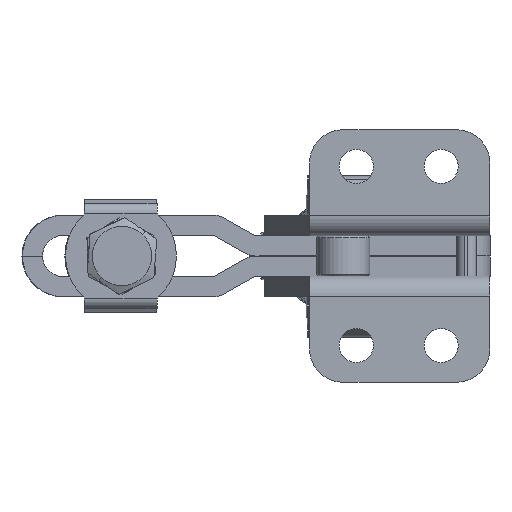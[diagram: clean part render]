
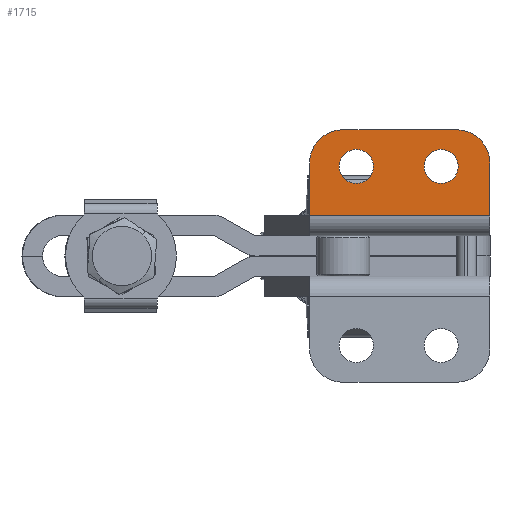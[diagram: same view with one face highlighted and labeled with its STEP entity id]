
A CAD part, front view. The second image highlights one B-rep face of the part: STEP entity #1715.
In plain terms, the highlighted planar face has unit normal (0, -1, 0).
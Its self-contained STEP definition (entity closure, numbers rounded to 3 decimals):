
#83 = ORIENTED_EDGE ( 'NONE', *, *, #34491, .F. ) ;
#193 = CARTESIAN_POINT ( 'NONE',  ( 788.528, 220.384, -3. ) ) ;
#1715 = ADVANCED_FACE ( 'NONE', ( #23138, #14988, #7706 ), #12094, .F. ) ;
#2097 = AXIS2_PLACEMENT_3D ( 'NONE', #22811, #6435, #25548 ) ;
#2384 = VECTOR ( 'NONE', #32133, 1000. ) ;
#2681 = CARTESIAN_POINT ( 'NONE',  ( 815.528, 220.384, 0. ) ) ;
#2766 = EDGE_CURVE ( 'NONE', #16091, #13410, #17091, .T. ) ;
#3806 = CARTESIAN_POINT ( 'NONE',  ( 795.528, 220.384, 9.95 ) ) ;
#4127 = DIRECTION ( 'NONE',  ( 0., 1., 0. ) ) ;
#4638 = CIRCLE ( 'NONE', #15213, 2.55 ) ;
#5368 = VERTEX_POINT ( 'NONE', #2681 ) ;
#5608 = EDGE_LOOP ( 'NONE', ( #16593, #25144 ) ) ;
#6435 = DIRECTION ( 'NONE',  ( 0., 1., 0. ) ) ;
#6779 = VERTEX_POINT ( 'NONE', #3806 ) ;
#7034 = EDGE_CURVE ( 'NONE', #25851, #34459, #16920, .T. ) ;
#7706 = FACE_BOUND ( 'NONE', #5608, .T. ) ;
#8651 = CARTESIAN_POINT ( 'NONE',  ( 810.528, 220.384, 7.9 ) ) ;
#9431 = DIRECTION ( 'NONE',  ( 0., 0., 1. ) ) ;
#9655 = LINE ( 'NONE', #29150, #30604 ) ;
#9710 = DIRECTION ( 'NONE',  ( 0., 1., 0. ) ) ;
#10105 = VERTEX_POINT ( 'NONE', #10396 ) ;
#10396 = CARTESIAN_POINT ( 'NONE',  ( 795.528, 220.384, 4.85 ) ) ;
#10519 = ORIENTED_EDGE ( 'NONE', *, *, #7034, .F. ) ;
#11429 = DIRECTION ( 'NONE',  ( 0., 0., 1. ) ) ;
#11484 = CIRCLE ( 'NONE', #28070, 2.55 ) ;
#12094 = PLANE ( 'NONE',  #34502 ) ;
#12325 = CARTESIAN_POINT ( 'NONE',  ( 0., 220.384, -3. ) ) ;
#12460 = CARTESIAN_POINT ( 'NONE',  ( 795.528, 220.384, 7.4 ) ) ;
#12766 = DIRECTION ( 'NONE',  ( 0., 0., 1. ) ) ;
#12875 = AXIS2_PLACEMENT_3D ( 'NONE', #8651, #27790, #11429 ) ;
#13192 = DIRECTION ( 'NONE',  ( 0., 1., 0. ) ) ;
#13195 = VECTOR ( 'NONE', #21961, 1000. ) ;
#13270 = ORIENTED_EDGE ( 'NONE', *, *, #21544, .T. ) ;
#13410 = VERTEX_POINT ( 'NONE', #27083 ) ;
#13521 = ORIENTED_EDGE ( 'NONE', *, *, #23123, .F. ) ;
#13907 = CIRCLE ( 'NONE', #24974, 2.55 ) ;
#14741 = ORIENTED_EDGE ( 'NONE', *, *, #2766, .T. ) ;
#14988 = FACE_BOUND ( 'NONE', #21382, .T. ) ;
#15178 = DIRECTION ( 'NONE',  ( 0., 0., 1. ) ) ;
#15213 = AXIS2_PLACEMENT_3D ( 'NONE', #12460, #31578, #15178 ) ;
#15505 = ORIENTED_EDGE ( 'NONE', *, *, #22744, .T. ) ;
#15680 = DIRECTION ( 'NONE',  ( 0., 0., 1. ) ) ;
#16091 = VERTEX_POINT ( 'NONE', #18061 ) ;
#16141 = CIRCLE ( 'NONE', #2097, 5. ) ;
#16364 = DIRECTION ( 'NONE',  ( 0., 1., 0. ) ) ;
#16440 = CARTESIAN_POINT ( 'NONE',  ( 810.528, 220.384, 12.9 ) ) ;
#16593 = ORIENTED_EDGE ( 'NONE', *, *, #17839, .T. ) ;
#16920 = LINE ( 'NONE', #31887, #2384 ) ;
#17075 = EDGE_LOOP ( 'NONE', ( #83, #15505, #33831, #30403, #10519, #13521 ) ) ;
#17091 = CIRCLE ( 'NONE', #24018, 2.55 ) ;
#17839 = EDGE_CURVE ( 'NONE', #10105, #6779, #4638, .T. ) ;
#17946 = DIRECTION ( 'NONE',  ( 1., 0., 0. ) ) ;
#18061 = CARTESIAN_POINT ( 'NONE',  ( 808.228, 220.384, 4.85 ) ) ;
#18141 = EDGE_CURVE ( 'NONE', #6779, #10105, #11484, .T. ) ;
#18780 = CARTESIAN_POINT ( 'NONE',  ( 788.528, 220.384, 7.9 ) ) ;
#20518 = CARTESIAN_POINT ( 'NONE',  ( 808.228, 220.384, 7.4 ) ) ;
#20882 = EDGE_CURVE ( 'NONE', #5368, #27586, #9655, .T. ) ;
#21325 = LINE ( 'NONE', #193, #13195 ) ;
#21382 = EDGE_LOOP ( 'NONE', ( #14741, #13270 ) ) ;
#21544 = EDGE_CURVE ( 'NONE', #13410, #16091, #13907, .T. ) ;
#21961 = DIRECTION ( 'NONE',  ( 0., 0., 1. ) ) ;
#22744 = EDGE_CURVE ( 'NONE', #26376, #5368, #27979, .T. ) ;
#22811 = CARTESIAN_POINT ( 'NONE',  ( 793.528, 220.384, 7.9 ) ) ;
#23123 = EDGE_CURVE ( 'NONE', #25533, #25851, #16141, .T. ) ;
#23138 = FACE_OUTER_BOUND ( 'NONE', #17075, .T. ) ;
#23263 = DIRECTION ( 'NONE',  ( 0., 0., 1. ) ) ;
#23379 = CIRCLE ( 'NONE', #12875, 5. ) ;
#24018 = AXIS2_PLACEMENT_3D ( 'NONE', #34379, #9710, #9431 ) ;
#24843 = EDGE_CURVE ( 'NONE', #34459, #27586, #23379, .T. ) ;
#24974 = AXIS2_PLACEMENT_3D ( 'NONE', #20518, #4127, #23263 ) ;
#25144 = ORIENTED_EDGE ( 'NONE', *, *, #18141, .T. ) ;
#25436 = CARTESIAN_POINT ( 'NONE',  ( 793.528, 220.384, 12.9 ) ) ;
#25533 = VERTEX_POINT ( 'NONE', #18780 ) ;
#25548 = DIRECTION ( 'NONE',  ( 0., 0., 1. ) ) ;
#25851 = VERTEX_POINT ( 'NONE', #25436 ) ;
#26376 = VERTEX_POINT ( 'NONE', #28117 ) ;
#27083 = CARTESIAN_POINT ( 'NONE',  ( 808.228, 220.384, 9.95 ) ) ;
#27103 = VECTOR ( 'NONE', #17946, 1000. ) ;
#27586 = VERTEX_POINT ( 'NONE', #32374 ) ;
#27790 = DIRECTION ( 'NONE',  ( 0., 1., 0. ) ) ;
#27979 = LINE ( 'NONE', #28823, #27103 ) ;
#28070 = AXIS2_PLACEMENT_3D ( 'NONE', #32744, #16364, #35481 ) ;
#28117 = CARTESIAN_POINT ( 'NONE',  ( 788.528, 220.384, 0. ) ) ;
#28823 = CARTESIAN_POINT ( 'NONE',  ( 0., 220.384, 0. ) ) ;
#29150 = CARTESIAN_POINT ( 'NONE',  ( 815.528, 220.384, -3. ) ) ;
#30403 = ORIENTED_EDGE ( 'NONE', *, *, #24843, .F. ) ;
#30604 = VECTOR ( 'NONE', #12766, 1000. ) ;
#31578 = DIRECTION ( 'NONE',  ( 0., 1., 0. ) ) ;
#31887 = CARTESIAN_POINT ( 'NONE',  ( 810.528, 220.384, 12.9 ) ) ;
#32133 = DIRECTION ( 'NONE',  ( 1., 0., 0. ) ) ;
#32374 = CARTESIAN_POINT ( 'NONE',  ( 815.528, 220.384, 7.9 ) ) ;
#32744 = CARTESIAN_POINT ( 'NONE',  ( 795.528, 220.384, 7.4 ) ) ;
#33831 = ORIENTED_EDGE ( 'NONE', *, *, #20882, .T. ) ;
#34379 = CARTESIAN_POINT ( 'NONE',  ( 808.228, 220.384, 7.4 ) ) ;
#34459 = VERTEX_POINT ( 'NONE', #16440 ) ;
#34491 = EDGE_CURVE ( 'NONE', #26376, #25533, #21325, .T. ) ;
#34502 = AXIS2_PLACEMENT_3D ( 'NONE', #12325, #13192, #15680 ) ;
#35481 = DIRECTION ( 'NONE',  ( 0., 0., 1. ) ) ;
